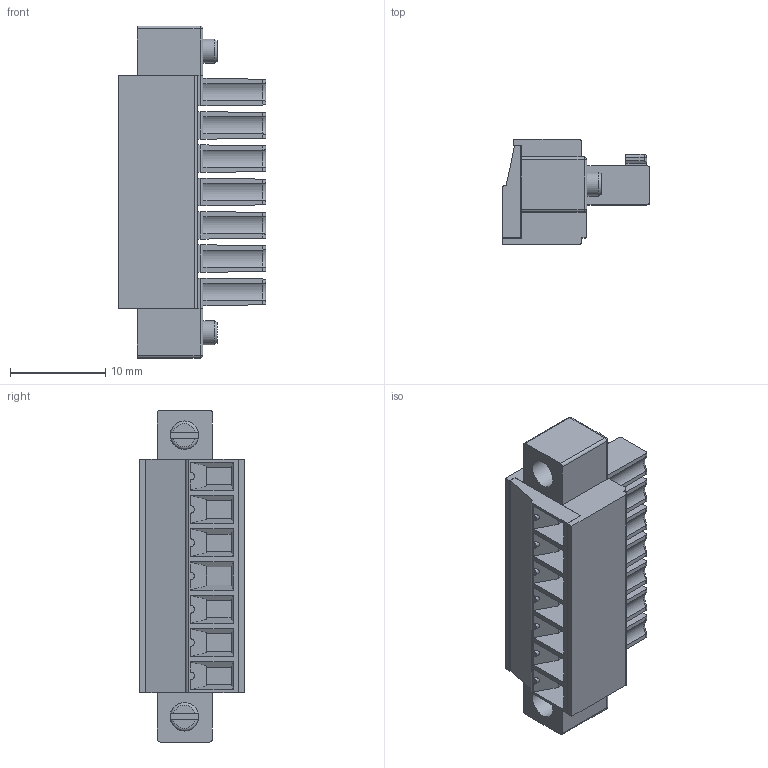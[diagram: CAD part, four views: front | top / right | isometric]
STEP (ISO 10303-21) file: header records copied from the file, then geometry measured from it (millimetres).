
FILE_DESCRIPTION(('STEP AP214'),'1');
FILE_NAME('SH04-7-K.stp','2018-11-19T11:31:11',(' '),(' '),'Spatial InterOp 3D',' ',' ');
FILE_SCHEMA(('AUTOMOTIVE_DESIGN { 1 0 10303 214 1 1 1 1 }'));
Length unit declared in the file: metre
Products named in the file (1): 1
Bounding box: 15.5 x 11.1 x 34.9 mm (x, y, z)
Volume: 2645.5 mm3; surface area: 3184.1 mm2
Topology: 1 solids, 1 shells, 584 faces, 1543 edges, 980 vertices
Faces by surface type: plane 385, cylinder 139, cone 23, torus 19, sphere 18
Full cylindrical faces by diameter (mm): 1.2 x7, 1.8 x3, 2.5 x2, 2.8 x7, 3 x9
Entity records: 22192 total; most frequent: CARTESIAN_POINT 3387, DIRECTION 2889, ORIENTED_EDGE 2888, EDGE_CURVE 1444, LINE 1057, VECTOR 1057, VERTEX_POINT 950, AXIS2_PLACEMENT_3D 916
